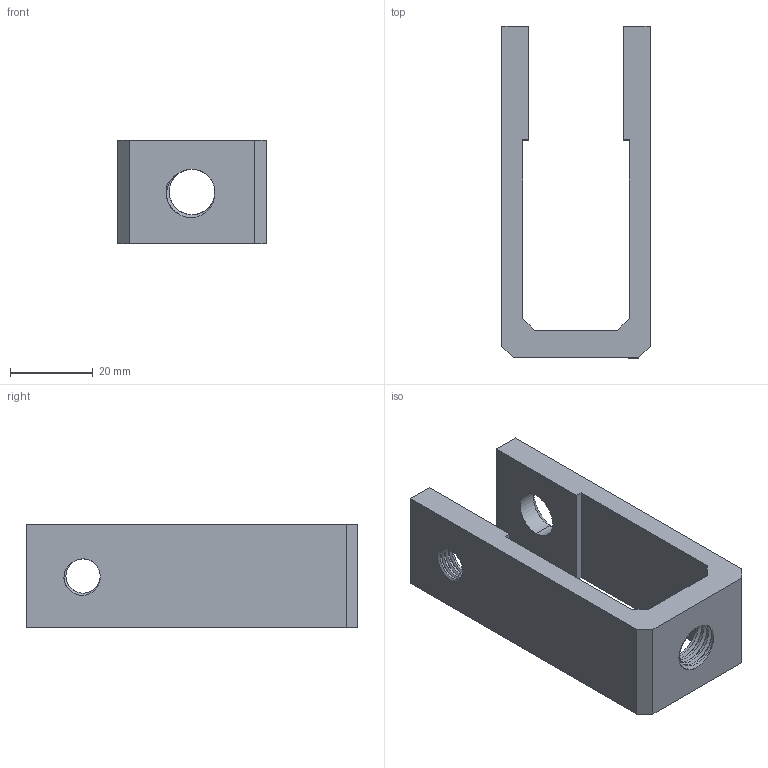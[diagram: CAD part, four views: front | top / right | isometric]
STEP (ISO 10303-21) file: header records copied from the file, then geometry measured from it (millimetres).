
FILE_DESCRIPTION (( 'STEP AP203' ), '1' );
FILE_NAME ('A51Z X-Gantry Right-tensioner.STEP', '2018-03-09T05:32:18', ( '' ), ( '' ), 'SwSTEP 2.0', 'SolidWorks 2017', '' );
FILE_SCHEMA (( 'CONFIG_CONTROL_DESIGN' ));
Length unit declared in the file: millimetre
Products named in the file (1): A51Z X-Gantry Right-tensioner
Bounding box: 35.76 x 80 x 25 mm (x, y, z)
Volume: 24235.1 mm3; surface area: 11813.6 mm2
Topology: 1 solids, 1 shells, 67 faces, 184 edges, 120 vertices
Faces by surface type: plane 33, cylinder 24, bspline 8, cone 2
Entity records: 4752 total; most frequent: CARTESIAN_POINT 3141, ORIENTED_EDGE 368, DIRECTION 262, EDGE_CURVE 184, VERTEX_POINT 120, LINE 98, VECTOR 98, AXIS2_PLACEMENT_3D 82
